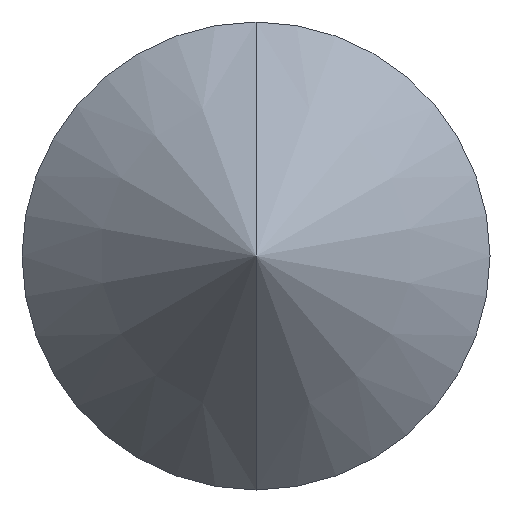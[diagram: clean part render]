
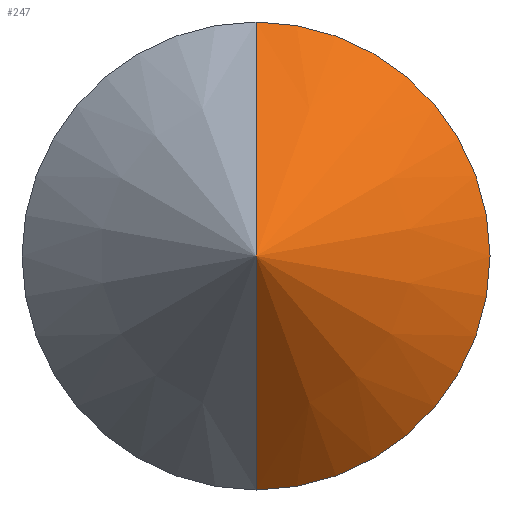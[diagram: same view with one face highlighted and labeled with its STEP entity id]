
A CAD part, front view. The second image highlights one B-rep face of the part: STEP entity #247.
In plain terms, the highlighted conical face has half-angle 45 degrees and reference radius 1000 mm.
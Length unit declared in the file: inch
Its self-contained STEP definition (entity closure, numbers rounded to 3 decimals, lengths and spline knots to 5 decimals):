
#8 = EDGE_CURVE ( 'NONE', #210, #332, #110, .T. ) ;
#17 = LINE ( 'NONE', #240, #215 ) ;
#18 = ORIENTED_EDGE ( 'NONE', *, *, #152, .T. ) ;
#23 = CARTESIAN_POINT ( 'NONE',  ( 0., 0., 0. ) ) ;
#54 = CARTESIAN_POINT ( 'NONE',  ( 0., 0.25, 0.25 ) ) ;
#75 = EDGE_CURVE ( 'NONE', #210, #163, #17, .T. ) ;
#78 = ORIENTED_EDGE ( 'NONE', *, *, #8, .T. ) ;
#79 = CARTESIAN_POINT ( 'NONE',  ( 0., 0., 0. ) ) ;
#103 = DIRECTION ( 'NONE',  ( 0., 0., 1. ) ) ;
#110 = LINE ( 'NONE', #23, #330 ) ;
#127 = DIRECTION ( 'NONE',  ( 0., 0., -1. ) ) ;
#147 = DIRECTION ( 'NONE',  ( 0., 0.707, 0.707 ) ) ;
#152 = EDGE_CURVE ( 'NONE', #332, #163, #300, .T. ) ;
#154 = EDGE_LOOP ( 'NONE', ( #264, #78, #18 ) ) ;
#163 = VERTEX_POINT ( 'NONE', #54 ) ;
#194 = FACE_OUTER_BOUND ( 'NONE', #154, .T. ) ;
#199 = CARTESIAN_POINT ( 'NONE',  ( 0., 0.25, -0.25 ) ) ;
#210 = VERTEX_POINT ( 'NONE', #79 ) ;
#211 = CARTESIAN_POINT ( 'NONE',  ( 0., 0.25, 0. ) ) ;
#215 = VECTOR ( 'NONE', #147, 39.37008 ) ;
#218 = CONICAL_SURFACE ( 'NONE', #307, 39.37008, 0.785 ) ;
#240 = CARTESIAN_POINT ( 'NONE',  ( 0., 0., 0. ) ) ;
#247 = ADVANCED_FACE ( 'NONE', ( #194 ), #218, .T. ) ;
#264 = ORIENTED_EDGE ( 'NONE', *, *, #75, .F. ) ;
#294 = CARTESIAN_POINT ( 'NONE',  ( 0., 39.37008, 0. ) ) ;
#298 = DIRECTION ( 'NONE',  ( 0., 0.707, -0.707 ) ) ;
#300 = CIRCLE ( 'NONE', #303, 0.25 ) ;
#303 = AXIS2_PLACEMENT_3D ( 'NONE', #211, #314, #127 ) ;
#307 = AXIS2_PLACEMENT_3D ( 'NONE', #294, #342, #103 ) ;
#314 = DIRECTION ( 'NONE',  ( 0., -1., 0. ) ) ;
#330 = VECTOR ( 'NONE', #298, 39.37008 ) ;
#332 = VERTEX_POINT ( 'NONE', #199 ) ;
#342 = DIRECTION ( 'NONE',  ( 0., 1., 0. ) ) ;
